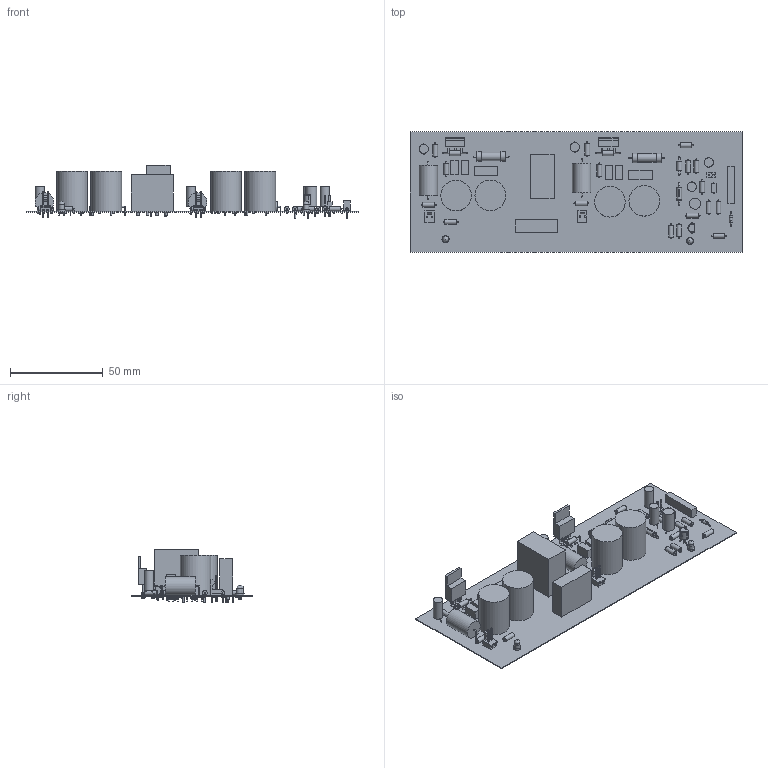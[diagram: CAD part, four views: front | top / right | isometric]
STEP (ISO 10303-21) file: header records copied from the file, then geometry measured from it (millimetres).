
FILE_DESCRIPTION(('Open CASCADE Model'),'2;1');
FILE_NAME('Open CASCADE Shape Model','2024-06-21T15:13:25',('Author'),( 'Open CASCADE'),'Open CASCADE STEP processor 7.5','Open CASCADE 7.5' ,'Unknown');
FILE_SCHEMA(('AUTOMOTIVE_DESIGN { 1 0 10303 214 1 1 1 1 }'));
Length unit declared in the file: millimetre
Products named in the file (207): PCB; Board; Open CASCADE STEP translator 7.5 1.1.1; J7; Conn_Molex_22-23-5024_eec; plastic; pins; C4; 6416267952; Cylinder; 6416268192; C3; C2; C1; R21; 6416364432; 6416364272; 6416364032; R20; 6416266912; 6416266592; 6416266272; R19; 6416362752; 6416362592; 6416362352; R18; R14; R13; R12; R11; R10; R9; 6416363392; 6416363232; 6416362992; R8; R7; R6; R5 ...
Assembly tree (415 placements, depth 4):
  PCB
    Board
      Open CASCADE STEP translator 7.5 1.1.1
    J7
      Conn_Molex_22-23-5024_eec
        plastic
        pins
    C4
      6416267952  x2
        Cylinder
      6416268192
        Cylinder
    C3
      6416268192
        Cylinder
      6416267952  x2
        Cylinder
    C2
      6416267952  x2
        Cylinder
      6416268192
        Cylinder
    C1
      6416268192
        Cylinder
      6416267952  x2
        Cylinder
    R21
      6416364432
        Cylinder
      6416364272  x2
        Cylinder
      6416364032  x2
        Cylinder
    R20
      6416266912  x2
        Cylinder
      6416266592  x2
        Cylinder
      6416266272
        Cylinder
    R19
      6416362752
        Cylinder
      6416362592  x2
        Cylinder
      6416362352  x2
        Cylinder
    R18
      6416362752
        Cylinder
      6416362592  x2
        Cylinder
      6416362352  x2
        Cylinder
    R14
      6416364432
        Cylinder
      6416364272  x2
        Cylinder
Bounding box: 179.07 x 65.15 x 28.77 mm (x, y, z)
Volume: 43308.4 mm3; surface area: 43994.6 mm2
Topology: 312 solids, 312 shells, 1601 faces, 2881 edges, 1906 vertices
Faces by surface type: plane 1150, cylinder 268, bspline 161, torus 16, sphere 4, cone 2
Full cylindrical faces by diameter (mm): 0.362 x2, 0.445 x2, 0.497 x4, 0.5 x38, 0.508 x92, 0.6 x8, 0.7 x4, 0.762 x4, 0.805 x4, 0.86 x4, 1.016 x8, 1.27 x4, 1.91 x3, 2.54 x19, 2.7 x3, 2.72 x1, 3 x2, 3.85 x2, 4.445 x2, 5 x4, 5.08 x4, 6 x1, 10 x2, 16.51 x4
Entity records: 29244 total; most frequent: CARTESIAN_POINT 7368, DIRECTION 3605, ORIENTED_EDGE 3290, EDGE_CURVE 1645, AXIS2_PLACEMENT_3D 1308, VERTEX_POINT 1093, LINE 989, VECTOR 989
